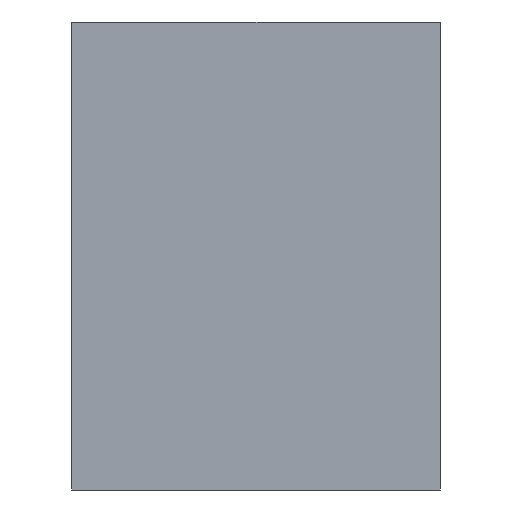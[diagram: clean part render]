
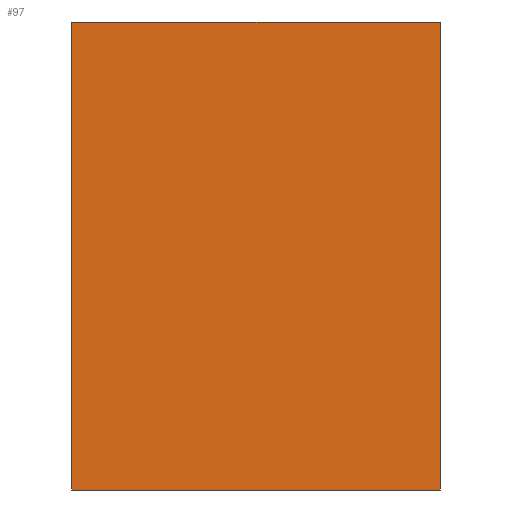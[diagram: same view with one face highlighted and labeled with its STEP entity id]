
A CAD part, left-side view. The second image highlights one B-rep face of the part: STEP entity #97.
In plain terms, the highlighted planar face has unit normal (-1, 0, 0).
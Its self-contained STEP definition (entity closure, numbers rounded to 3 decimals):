
#6 = EDGE_CURVE ( 'NONE', #136, #19, #295, .T. ) ;
#18 = LINE ( 'NONE', #361, #211 ) ;
#19 = VERTEX_POINT ( 'NONE', #425 ) ;
#26 = CARTESIAN_POINT ( 'NONE',  ( -25.4, 0., -6.35 ) ) ;
#47 = DIRECTION ( 'NONE',  ( 0., -1., 0. ) ) ;
#53 = DIRECTION ( 'NONE',  ( 0., -1., 0. ) ) ;
#78 = EDGE_LOOP ( 'NONE', ( #433, #430, #181, #379 ) ) ;
#79 = DIRECTION ( 'NONE',  ( 0., 0., -1. ) ) ;
#97 = ADVANCED_FACE ( 'NONE', ( #144 ), #225, .F. ) ;
#99 = DIRECTION ( 'NONE',  ( 0., 0., 1. ) ) ;
#100 = VERTEX_POINT ( 'NONE', #429 ) ;
#113 = VECTOR ( 'NONE', #47, 1000. ) ;
#136 = VERTEX_POINT ( 'NONE', #391 ) ;
#144 = FACE_OUTER_BOUND ( 'NONE', #78, .T. ) ;
#169 = VERTEX_POINT ( 'NONE', #287 ) ;
#181 = ORIENTED_EDGE ( 'NONE', *, *, #318, .F. ) ;
#192 = EDGE_CURVE ( 'NONE', #169, #100, #18, .T. ) ;
#211 = VECTOR ( 'NONE', #53, 1000. ) ;
#223 = CARTESIAN_POINT ( 'NONE',  ( -25.4, 10., 6.35 ) ) ;
#225 = PLANE ( 'NONE',  #280 ) ;
#280 = AXIS2_PLACEMENT_3D ( 'NONE', #320, #286, #79 ) ;
#286 = DIRECTION ( 'NONE',  ( 1., 0., 0. ) ) ;
#287 = CARTESIAN_POINT ( 'NONE',  ( -25.4, 10., -6.35 ) ) ;
#294 = VECTOR ( 'NONE', #434, 1000. ) ;
#295 = LINE ( 'NONE', #223, #113 ) ;
#318 = EDGE_CURVE ( 'NONE', #169, #136, #349, .T. ) ;
#320 = CARTESIAN_POINT ( 'NONE',  ( -25.4, 10., -6.35 ) ) ;
#349 = LINE ( 'NONE', #367, #294 ) ;
#361 = CARTESIAN_POINT ( 'NONE',  ( -25.4, 10., -6.35 ) ) ;
#367 = CARTESIAN_POINT ( 'NONE',  ( -25.4, 10., -6.35 ) ) ;
#379 = ORIENTED_EDGE ( 'NONE', *, *, #192, .T. ) ;
#385 = VECTOR ( 'NONE', #99, 1000. ) ;
#391 = CARTESIAN_POINT ( 'NONE',  ( -25.4, 10., 6.35 ) ) ;
#421 = LINE ( 'NONE', #26, #385 ) ;
#424 = EDGE_CURVE ( 'NONE', #100, #19, #421, .T. ) ;
#425 = CARTESIAN_POINT ( 'NONE',  ( -25.4, 0., 6.35 ) ) ;
#429 = CARTESIAN_POINT ( 'NONE',  ( -25.4, 0., -6.35 ) ) ;
#430 = ORIENTED_EDGE ( 'NONE', *, *, #6, .F. ) ;
#433 = ORIENTED_EDGE ( 'NONE', *, *, #424, .T. ) ;
#434 = DIRECTION ( 'NONE',  ( 0., 0., 1. ) ) ;
